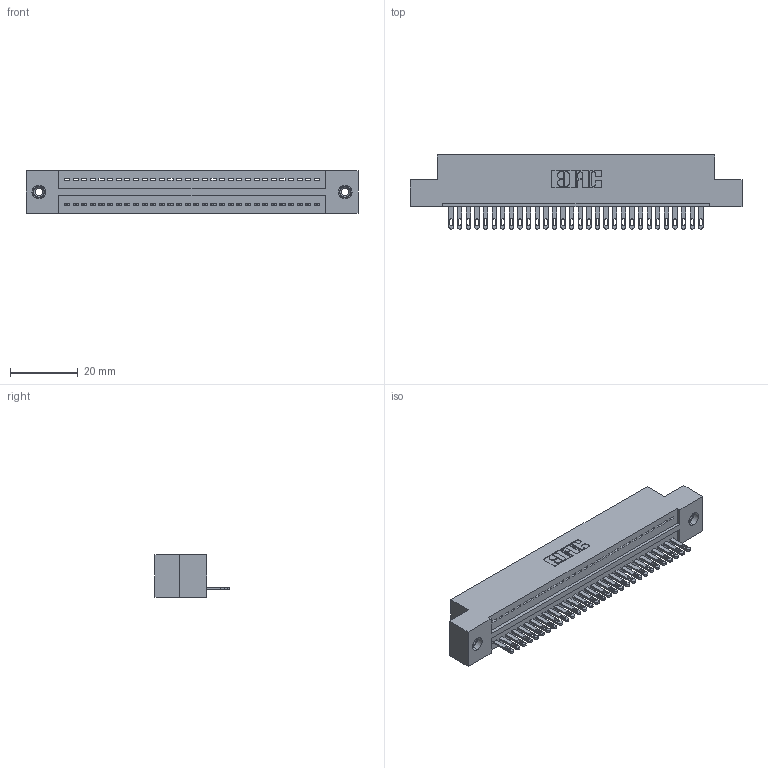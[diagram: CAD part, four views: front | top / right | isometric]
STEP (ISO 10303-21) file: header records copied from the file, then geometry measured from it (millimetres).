
FILE_DESCRIPTION (( 'STEP AP203' ), '1' );
FILE_NAME ('325-030-500-108.STEP', '2020-02-24T19:01:33', ( '' ), ( '' ), 'SwSTEP 2.0', 'SolidWorks 2016', '' );
FILE_SCHEMA (( 'CONFIG_CONTROL_DESIGN' ));
Length unit declared in the file: inch
Products named in the file (4): 345-250-001_345-250-003-102; 325-030-500-108; 325-292-001_325-293-100; 325 Part_TI
Assembly tree (33 placements, depth 2):
  325-030-500-108
    325 Part_TI
    325-292-001_325-293-100  x30
    345-250-001_345-250-003-102  x2
Bounding box: 97.92 x 21.84 x 12.45 mm (x, y, z)
Volume: 12348.3 mm3; surface area: 13372.6 mm2
Topology: 33 solids, 33 shells, 1794 faces, 5487 edges, 3650 vertices
Faces by surface type: plane 1182, cylinder 596, cone 12, torus 4
Entity records: 21008 total; most frequent: CARTESIAN_POINT 3607, ORIENTED_EDGE 3566, DIRECTION 3101, EDGE_CURVE 1783, LINE 1631, VECTOR 1631, VERTEX_POINT 1184, AXIS2_PLACEMENT_3D 735
